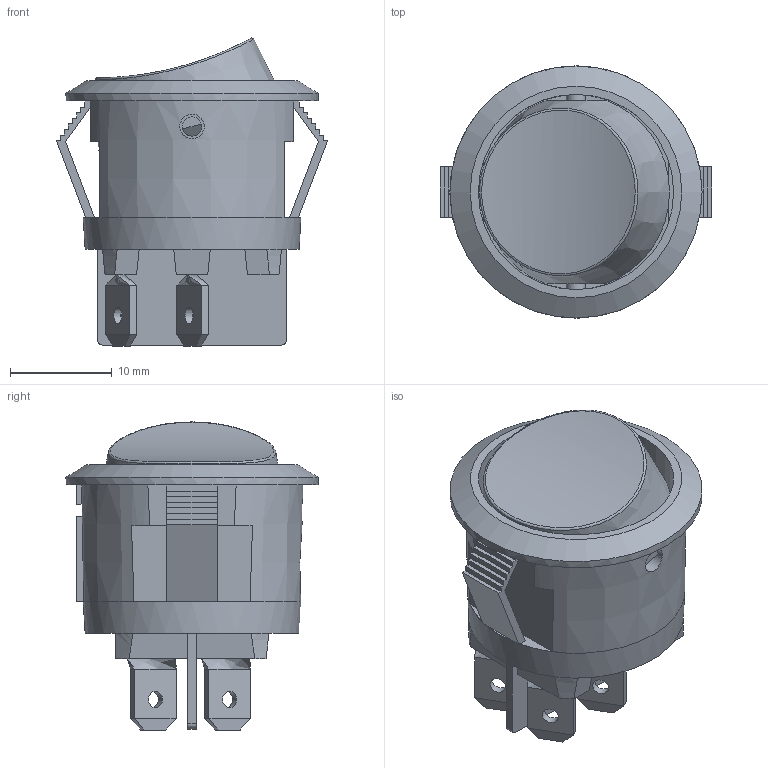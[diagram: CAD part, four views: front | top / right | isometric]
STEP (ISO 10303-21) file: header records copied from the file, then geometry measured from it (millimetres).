
FILE_DESCRIPTION(/* description */ (''),/* implementation_level */ '2;1');
FILE_NAME(/* name */ 'RRA12Cx0001xx.stp',/* time_stamp */ '2021-01-21T10:23:44-06:00',/* author */ ('mwilliams'),/* organization */ (''),/* preprocessor_version */ 'ST-DEVELOPER v18',/* originating_system */ 'Autodesk Inventor 2020',/* authorisation */ '');
FILE_SCHEMA (('AUTOMOTIVE_DESIGN { 1 0 10303 214 3 1 1 }'));
Length unit declared in the file: millimetre
Products named in the file (1): RRA12Cx0001xx
Bounding box: 26.7 x 24.8 x 30.3 mm (x, y, z)
Volume: 6395.7 mm3; surface area: 4559.8 mm2
Topology: 1 solids, 1 shells, 445 faces, 1225 edges, 804 vertices
Faces by surface type: plane 321, bspline 98, cylinder 21, cone 5
Full cylindrical faces by diameter (mm): 1.6 x4, 1.9 x2, 2.4 x2, 19.2 x1, 24.8 x1
Entity records: 14824 total; most frequent: CARTESIAN_POINT 4034, ORIENTED_EDGE 2450, DIRECTION 1811, EDGE_CURVE 1225, LINE 961, VECTOR 961, VERTEX_POINT 804, EDGE_LOOP 483
